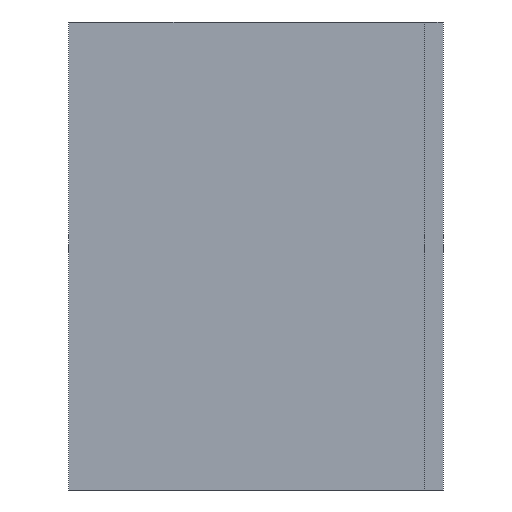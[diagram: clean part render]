
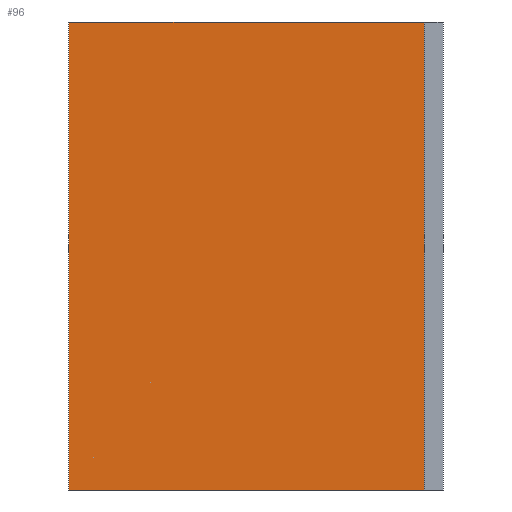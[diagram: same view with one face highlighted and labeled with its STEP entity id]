
A CAD part, left-side view. The second image highlights one B-rep face of the part: STEP entity #96.
In plain terms, the highlighted planar face has unit normal (-1, 0, 0).
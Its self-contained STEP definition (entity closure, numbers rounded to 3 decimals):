
#1 = ORIENTED_EDGE ( 'NONE', *, *, #124, .T. ) ;
#15 = DIRECTION ( 'NONE',  ( 0., 0., -1. ) ) ;
#21 = CARTESIAN_POINT ( 'NONE',  ( -2., 40., 25. ) ) ;
#24 = CARTESIAN_POINT ( 'NONE',  ( -2., 2., -25. ) ) ;
#27 = DIRECTION ( 'NONE',  ( 0., 0., -1. ) ) ;
#32 = VECTOR ( 'NONE', #15, 1000. ) ;
#33 = EDGE_LOOP ( 'NONE', ( #1, #35, #144, #121 ) ) ;
#34 = EDGE_CURVE ( 'NONE', #223, #247, #199, .T. ) ;
#35 = ORIENTED_EDGE ( 'NONE', *, *, #34, .F. ) ;
#40 = DIRECTION ( 'NONE',  ( 0., -1., 0. ) ) ;
#43 = CARTESIAN_POINT ( 'NONE',  ( -2., 2., -25. ) ) ;
#51 = VECTOR ( 'NONE', #213, 1000. ) ;
#60 = DIRECTION ( 'NONE',  ( 0., 0., -1. ) ) ;
#63 = CARTESIAN_POINT ( 'NONE',  ( -2., 2., 25. ) ) ;
#73 = AXIS2_PLACEMENT_3D ( 'NONE', #63, #252, #60 ) ;
#93 = EDGE_CURVE ( 'NONE', #175, #181, #258, .T. ) ;
#96 = ADVANCED_FACE ( 'NONE', ( #186 ), #228, .F. ) ;
#103 = CARTESIAN_POINT ( 'NONE',  ( -2., 40., -25. ) ) ;
#104 = LINE ( 'NONE', #24, #216 ) ;
#121 = ORIENTED_EDGE ( 'NONE', *, *, #93, .T. ) ;
#124 = EDGE_CURVE ( 'NONE', #181, #247, #104, .T. ) ;
#131 = LINE ( 'NONE', #260, #51 ) ;
#144 = ORIENTED_EDGE ( 'NONE', *, *, #221, .F. ) ;
#173 = VECTOR ( 'NONE', #27, 1000. ) ;
#175 = VERTEX_POINT ( 'NONE', #21 ) ;
#181 = VERTEX_POINT ( 'NONE', #103 ) ;
#186 = FACE_OUTER_BOUND ( 'NONE', #33, .T. ) ;
#199 = LINE ( 'NONE', #265, #32 ) ;
#212 = CARTESIAN_POINT ( 'NONE',  ( -2., 40., 25. ) ) ;
#213 = DIRECTION ( 'NONE',  ( 0., -1., 0. ) ) ;
#216 = VECTOR ( 'NONE', #40, 1000. ) ;
#221 = EDGE_CURVE ( 'NONE', #175, #223, #131, .T. ) ;
#223 = VERTEX_POINT ( 'NONE', #239 ) ;
#228 = PLANE ( 'NONE',  #73 ) ;
#239 = CARTESIAN_POINT ( 'NONE',  ( -2., 2., 25. ) ) ;
#247 = VERTEX_POINT ( 'NONE', #43 ) ;
#252 = DIRECTION ( 'NONE',  ( 1., 0., 0. ) ) ;
#258 = LINE ( 'NONE', #212, #173 ) ;
#260 = CARTESIAN_POINT ( 'NONE',  ( -2., 2., 25. ) ) ;
#265 = CARTESIAN_POINT ( 'NONE',  ( -2., 2., 25. ) ) ;
